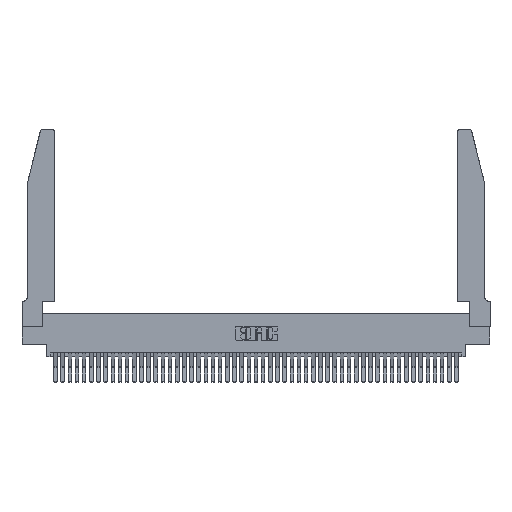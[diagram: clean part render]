
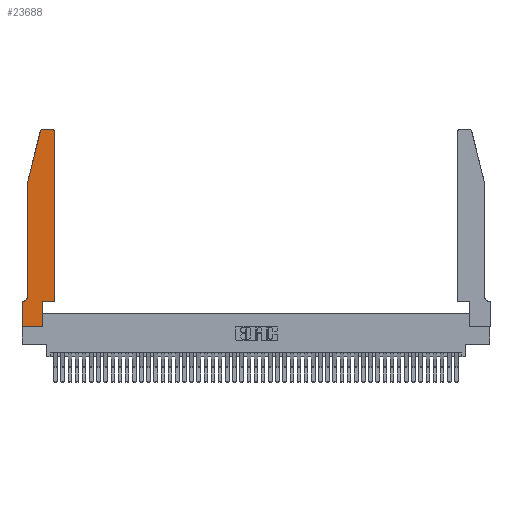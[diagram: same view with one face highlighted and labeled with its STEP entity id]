
A CAD part, top view. The second image highlights one B-rep face of the part: STEP entity #23688.
In plain terms, the highlighted planar face has unit normal (0, 0, 1).
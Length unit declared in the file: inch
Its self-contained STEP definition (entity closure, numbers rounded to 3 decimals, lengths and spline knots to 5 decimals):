
#441 = DIRECTION ( 'NONE',  ( 1., 0., 0. ) ) ;
#496 = EDGE_CURVE ( 'NONE', #33340, #26735, #22422, .T. ) ;
#550 = VECTOR ( 'NONE', #35076, 39.37008 ) ;
#680 = CARTESIAN_POINT ( 'NONE',  ( 0.25487, 2.72718, 0.37 ) ) ;
#1311 = ORIENTED_EDGE ( 'NONE', *, *, #26660, .T. ) ;
#1469 = DIRECTION ( 'NONE',  ( -1., 0., 0. ) ) ;
#1609 = LINE ( 'NONE', #31092, #28665 ) ;
#1753 = ORIENTED_EDGE ( 'NONE', *, *, #44603, .T. ) ;
#4251 = LINE ( 'NONE', #46963, #32484 ) ;
#4448 = CARTESIAN_POINT ( 'NONE',  ( 0.4205, 2.72, 0.37 ) ) ;
#5244 = FACE_OUTER_BOUND ( 'NONE', #5394, .T. ) ;
#5348 = CARTESIAN_POINT ( 'NONE',  ( 0.0055, 0.35, 0.37 ) ) ;
#5394 = EDGE_LOOP ( 'NONE', ( #1311, #31007, #44463, #19128, #29394, #6458, #18477, #23460, #47212, #8574, #1753, #23501 ) ) ;
#5414 = CARTESIAN_POINT ( 'NONE',  ( 0.2865, 0., 0.37 ) ) ;
#5710 = CARTESIAN_POINT ( 'NONE',  ( 0.2865, 0.35, 0.37 ) ) ;
#5775 = VERTEX_POINT ( 'NONE', #27056 ) ;
#5782 = VERTEX_POINT ( 'NONE', #12074 ) ;
#6428 = VERTEX_POINT ( 'NONE', #31531 ) ;
#6458 = ORIENTED_EDGE ( 'NONE', *, *, #35803, .T. ) ;
#7050 = DIRECTION ( 'NONE',  ( 0., 0., -1. ) ) ;
#7061 = VERTEX_POINT ( 'NONE', #5348 ) ;
#7725 = EDGE_CURVE ( 'NONE', #15768, #16846, #29869, .T. ) ;
#8163 = DIRECTION ( 'NONE',  ( 1., 0., 0. ) ) ;
#8473 = CARTESIAN_POINT ( 'NONE',  ( 0.4205, 2.75, 0.37 ) ) ;
#8574 = ORIENTED_EDGE ( 'NONE', *, *, #21795, .T. ) ;
#8997 = DIRECTION ( 'NONE',  ( -1., 0., 0. ) ) ;
#9499 = EDGE_CURVE ( 'NONE', #5782, #7061, #21456, .T. ) ;
#12074 = CARTESIAN_POINT ( 'NONE',  ( 0.0755, 0.42, 0.37 ) ) ;
#13863 = CARTESIAN_POINT ( 'NONE',  ( 0., 0., 0.37 ) ) ;
#15244 = LINE ( 'NONE', #26208, #34885 ) ;
#15417 = DIRECTION ( 'NONE',  ( -0.239, -0.971, 0. ) ) ;
#15768 = VERTEX_POINT ( 'NONE', #47237 ) ;
#16177 = VECTOR ( 'NONE', #41527, 39.37008 ) ;
#16476 = DIRECTION ( 'NONE',  ( 0., 0., 1. ) ) ;
#16817 = EDGE_CURVE ( 'NONE', #5775, #5782, #45550, .T. ) ;
#16846 = VERTEX_POINT ( 'NONE', #8473 ) ;
#16920 = CARTESIAN_POINT ( 'NONE',  ( 0., 0.35, 0.37 ) ) ;
#17657 = AXIS2_PLACEMENT_3D ( 'NONE', #34899, #16476, #42295 ) ;
#18053 = LINE ( 'NONE', #13863, #24435 ) ;
#18477 = ORIENTED_EDGE ( 'NONE', *, *, #496, .T. ) ;
#18763 = AXIS2_PLACEMENT_3D ( 'NONE', #4448, #30261, #8163 ) ;
#19128 = ORIENTED_EDGE ( 'NONE', *, *, #16817, .T. ) ;
#19828 = DIRECTION ( 'NONE',  ( 0., 0., 1. ) ) ;
#20908 = EDGE_CURVE ( 'NONE', #26735, #37574, #18053, .T. ) ;
#21102 = VECTOR ( 'NONE', #15417, 39.37008 ) ;
#21456 = CIRCLE ( 'NONE', #22272, 0.07 ) ;
#21795 = EDGE_CURVE ( 'NONE', #29895, #6428, #15244, .T. ) ;
#22272 = AXIS2_PLACEMENT_3D ( 'NONE', #29131, #7050, #32833 ) ;
#22422 = LINE ( 'NONE', #31352, #550 ) ;
#23460 = ORIENTED_EDGE ( 'NONE', *, *, #20908, .T. ) ;
#23501 = ORIENTED_EDGE ( 'NONE', *, *, #7725, .T. ) ;
#23511 = CARTESIAN_POINT ( 'NONE',  ( 0.0755, 0.35, 0.37 ) ) ;
#23671 = CARTESIAN_POINT ( 'NONE',  ( 0.284, 2.75, 0.37 ) ) ;
#23688 = ADVANCED_FACE ( 'NONE', ( #5244 ), #27453, .T. ) ;
#24115 = DIRECTION ( 'NONE',  ( 0., 1., 0. ) ) ;
#24234 = VECTOR ( 'NONE', #1469, 39.37008 ) ;
#24435 = VECTOR ( 'NONE', #47007, 39.37008 ) ;
#26139 = CARTESIAN_POINT ( 'NONE',  ( 0.2865, 0.35, 0.37 ) ) ;
#26208 = CARTESIAN_POINT ( 'NONE',  ( 0.4505, 0.35, 0.37 ) ) ;
#26400 = CARTESIAN_POINT ( 'NONE',  ( 0.0755, 2., 0.37 ) ) ;
#26660 = EDGE_CURVE ( 'NONE', #16846, #26663, #1609, .T. ) ;
#26663 = VERTEX_POINT ( 'NONE', #23671 ) ;
#26735 = VERTEX_POINT ( 'NONE', #42524 ) ;
#27056 = CARTESIAN_POINT ( 'NONE',  ( 0.0755, 2., 0.37 ) ) ;
#27061 = EDGE_CURVE ( 'NONE', #46178, #5775, #30950, .T. ) ;
#27453 = PLANE ( 'NONE',  #17657 ) ;
#28665 = VECTOR ( 'NONE', #8997, 39.37008 ) ;
#29131 = CARTESIAN_POINT ( 'NONE',  ( 0.0055, 0.42, 0.37 ) ) ;
#29394 = ORIENTED_EDGE ( 'NONE', *, *, #9499, .T. ) ;
#29869 = CIRCLE ( 'NONE', #18763, 0.03 ) ;
#29895 = VERTEX_POINT ( 'NONE', #26139 ) ;
#30261 = DIRECTION ( 'NONE',  ( 0., 0., 1. ) ) ;
#30761 = EDGE_CURVE ( 'NONE', #37574, #29895, #47676, .T. ) ;
#30950 = LINE ( 'NONE', #26400, #21102 ) ;
#31007 = ORIENTED_EDGE ( 'NONE', *, *, #43620, .T. ) ;
#31092 = CARTESIAN_POINT ( 'NONE',  ( 0.2605, 2.75, 0.37 ) ) ;
#31352 = CARTESIAN_POINT ( 'NONE',  ( 0., 0., 0.37 ) ) ;
#31531 = CARTESIAN_POINT ( 'NONE',  ( 0.4505, 0.35, 0.37 ) ) ;
#32484 = VECTOR ( 'NONE', #36075, 39.37008 ) ;
#32833 = DIRECTION ( 'NONE',  ( -1., 0., 0. ) ) ;
#33340 = VERTEX_POINT ( 'NONE', #16920 ) ;
#34885 = VECTOR ( 'NONE', #441, 39.37008 ) ;
#34899 = CARTESIAN_POINT ( 'NONE',  ( 0., 0.35, 0.37 ) ) ;
#35076 = DIRECTION ( 'NONE',  ( 0., -1., 0. ) ) ;
#35803 = EDGE_CURVE ( 'NONE', #7061, #33340, #42687, .T. ) ;
#36075 = DIRECTION ( 'NONE',  ( 0., 1., 0. ) ) ;
#36120 = AXIS2_PLACEMENT_3D ( 'NONE', #41944, #19828, #45604 ) ;
#37574 = VERTEX_POINT ( 'NONE', #5414 ) ;
#37822 = CARTESIAN_POINT ( 'NONE',  ( 0.0755, 2., 0.37 ) ) ;
#37919 = VECTOR ( 'NONE', #24115, 39.37008 ) ;
#40036 = CIRCLE ( 'NONE', #36120, 0.03 ) ;
#41527 = DIRECTION ( 'NONE',  ( 0., -1., 0. ) ) ;
#41944 = CARTESIAN_POINT ( 'NONE',  ( 0.284, 2.72, 0.37 ) ) ;
#42295 = DIRECTION ( 'NONE',  ( 1., 0., 0. ) ) ;
#42524 = CARTESIAN_POINT ( 'NONE',  ( 0., 0., 0.37 ) ) ;
#42687 = LINE ( 'NONE', #23511, #24234 ) ;
#43620 = EDGE_CURVE ( 'NONE', #26663, #46178, #40036, .T. ) ;
#44463 = ORIENTED_EDGE ( 'NONE', *, *, #27061, .T. ) ;
#44603 = EDGE_CURVE ( 'NONE', #6428, #15768, #4251, .T. ) ;
#45550 = LINE ( 'NONE', #37822, #16177 ) ;
#45604 = DIRECTION ( 'NONE',  ( 1., 0., 0. ) ) ;
#46178 = VERTEX_POINT ( 'NONE', #680 ) ;
#46963 = CARTESIAN_POINT ( 'NONE',  ( 0.4505, 0.35, 0.37 ) ) ;
#47007 = DIRECTION ( 'NONE',  ( 1., 0., 0. ) ) ;
#47212 = ORIENTED_EDGE ( 'NONE', *, *, #30761, .T. ) ;
#47237 = CARTESIAN_POINT ( 'NONE',  ( 0.4505, 2.72, 0.37 ) ) ;
#47676 = LINE ( 'NONE', #5710, #37919 ) ;
